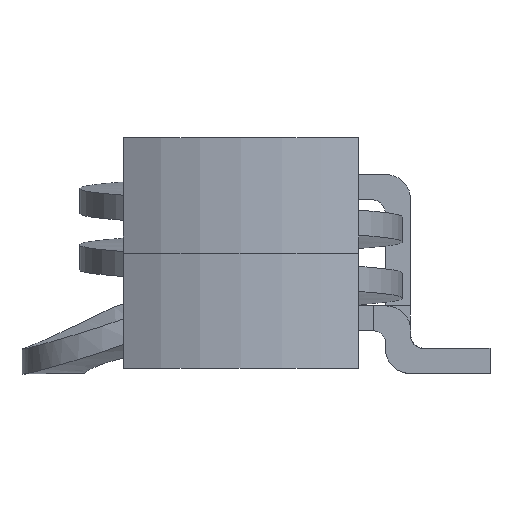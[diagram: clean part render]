
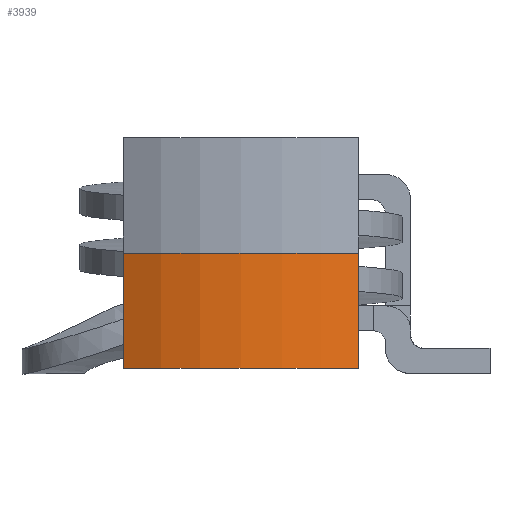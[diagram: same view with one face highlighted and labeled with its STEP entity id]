
A CAD part, left-side view. The second image highlights one B-rep face of the part: STEP entity #3939.
In plain terms, the highlighted cylindrical face has radius 9.663 mm (diameter 19.327 mm), a partial arc.
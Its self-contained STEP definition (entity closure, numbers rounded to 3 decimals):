
#300=CYLINDRICAL_SURFACE('',#5865,9.663);
#327=CIRCLE('',#5866,9.663);
#328=CIRCLE('',#5867,9.663);
#393=ORIENTED_EDGE('',*,*,#1560,.F.);
#394=ORIENTED_EDGE('',*,*,#1544,.F.);
#395=ORIENTED_EDGE('',*,*,#1561,.T.);
#396=ORIENTED_EDGE('',*,*,#1554,.T.);
#1544=EDGE_CURVE('',#2130,#2131,#2518,.T.);
#1554=EDGE_CURVE('',#2133,#2140,#2528,.T.);
#1560=EDGE_CURVE('',#2131,#2140,#327,.T.);
#1561=EDGE_CURVE('',#2130,#2133,#328,.T.);
#2130=VERTEX_POINT('',#6962);
#2131=VERTEX_POINT('',#6964);
#2133=VERTEX_POINT('',#6970);
#2140=VERTEX_POINT('',#6983);
#2518=LINE('',#6963,#2838);
#2528=LINE('',#6984,#2848);
#2838=VECTOR('',#6123,1000.);
#2848=VECTOR('',#6135,1000.);
#3157=EDGE_LOOP('',(#393,#394,#395,#396));
#3455=FACE_BOUND('',#3157,.T.);
#3939=ADVANCED_FACE('',(#3455),#300,.T.);
#5865=AXIS2_PLACEMENT_3D('',#6994,#6149,#6150);
#5866=AXIS2_PLACEMENT_3D('',#6995,#6151,#6152);
#5867=AXIS2_PLACEMENT_3D('',#6996,#6153,#6154);
#6123=DIRECTION('',(0.,0.,-1.));
#6135=DIRECTION('',(0.,0.,-1.));
#6149=DIRECTION('',(0.,0.,-1.));
#6150=DIRECTION('',(-1.,0.,0.));
#6151=DIRECTION('',(0.,0.,-1.));
#6152=DIRECTION('',(1.,0.,0.));
#6153=DIRECTION('',(0.,0.,-1.));
#6154=DIRECTION('',(1.,0.,0.));
#6962=CARTESIAN_POINT('',(-8.44,-4.7,4.6));
#6963=CARTESIAN_POINT('',(-8.44,-4.7,4.6));
#6964=CARTESIAN_POINT('',(-8.44,-4.7,0.));
#6970=CARTESIAN_POINT('',(-8.44,4.7,4.6));
#6983=CARTESIAN_POINT('',(-8.44,4.7,0.));
#6984=CARTESIAN_POINT('',(-8.44,4.7,4.6));
#6994=CARTESIAN_POINT('',(0.003,0.,4.6));
#6995=CARTESIAN_POINT('',(0.003,0.,0.));
#6996=CARTESIAN_POINT('',(0.003,0.,4.6));
